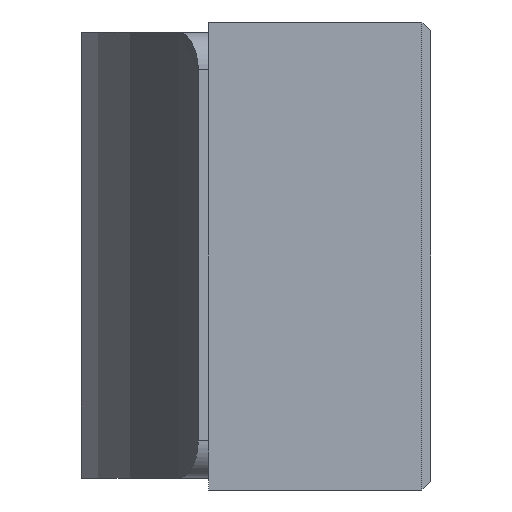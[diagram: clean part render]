
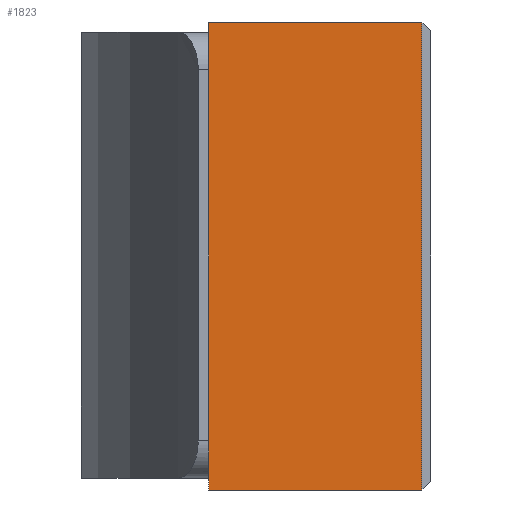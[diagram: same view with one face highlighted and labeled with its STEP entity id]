
A CAD part, left-side view. The second image highlights one B-rep face of the part: STEP entity #1823.
In plain terms, the highlighted planar face has unit normal (-1, 0, 0).
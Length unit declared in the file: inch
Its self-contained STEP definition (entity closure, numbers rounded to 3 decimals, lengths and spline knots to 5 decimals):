
#98 = VERTEX_POINT ( 'NONE', #2104 ) ;
#136 = FACE_OUTER_BOUND ( 'NONE', #1229, .T. ) ;
#377 = VERTEX_POINT ( 'NONE', #2864 ) ;
#421 = CARTESIAN_POINT ( 'NONE',  ( -1.575, 0.748, 0.7875 ) ) ;
#513 = ORIENTED_EDGE ( 'NONE', *, *, #2535, .T. ) ;
#562 = EDGE_CURVE ( 'NONE', #377, #3358, #2725, .T. ) ;
#618 = VERTEX_POINT ( 'NONE', #760 ) ;
#637 = ORIENTED_EDGE ( 'NONE', *, *, #815, .T. ) ;
#760 = CARTESIAN_POINT ( 'NONE',  ( -1.575, 0.03, 0.7875 ) ) ;
#796 = CARTESIAN_POINT ( 'NONE',  ( -1.575, 0.748, 0.7875 ) ) ;
#815 = EDGE_CURVE ( 'NONE', #98, #618, #1598, .T. ) ;
#968 = ORIENTED_EDGE ( 'NONE', *, *, #2824, .F. ) ;
#993 = LINE ( 'NONE', #796, #3334 ) ;
#1036 = CARTESIAN_POINT ( 'NONE',  ( -1.575, 0.03, 0.7875 ) ) ;
#1046 = LINE ( 'NONE', #1624, #2402 ) ;
#1185 = DIRECTION ( 'NONE',  ( 0., 0., -1. ) ) ;
#1229 = EDGE_LOOP ( 'NONE', ( #513, #637, #968, #1668 ) ) ;
#1451 = PLANE ( 'NONE',  #1483 ) ;
#1483 = AXIS2_PLACEMENT_3D ( 'NONE', #2240, #2498, #1185 ) ;
#1597 = VECTOR ( 'NONE', #2966, 39.37008 ) ;
#1598 = LINE ( 'NONE', #1036, #3184 ) ;
#1624 = CARTESIAN_POINT ( 'NONE',  ( -1.575, 0.748, -0.7875 ) ) ;
#1668 = ORIENTED_EDGE ( 'NONE', *, *, #562, .F. ) ;
#1823 = ADVANCED_FACE ( 'NONE', ( #136 ), #1451, .F. ) ;
#1881 = DIRECTION ( 'NONE',  ( 0., -1., 0. ) ) ;
#1912 = CARTESIAN_POINT ( 'NONE',  ( -1.575, 0.748, 0.7875 ) ) ;
#2104 = CARTESIAN_POINT ( 'NONE',  ( -1.575, 0.03, -0.7875 ) ) ;
#2240 = CARTESIAN_POINT ( 'NONE',  ( -1.575, 0.748, 0.7875 ) ) ;
#2402 = VECTOR ( 'NONE', #1881, 39.37008 ) ;
#2498 = DIRECTION ( 'NONE',  ( 1., 0., 0. ) ) ;
#2535 = EDGE_CURVE ( 'NONE', #377, #98, #1046, .T. ) ;
#2725 = LINE ( 'NONE', #1912, #1597 ) ;
#2824 = EDGE_CURVE ( 'NONE', #3358, #618, #993, .T. ) ;
#2864 = CARTESIAN_POINT ( 'NONE',  ( -1.575, 0.748, -0.7875 ) ) ;
#2882 = DIRECTION ( 'NONE',  ( 0., 0., 1. ) ) ;
#2966 = DIRECTION ( 'NONE',  ( 0., 0., 1. ) ) ;
#3073 = DIRECTION ( 'NONE',  ( 0., -1., 0. ) ) ;
#3184 = VECTOR ( 'NONE', #2882, 39.37008 ) ;
#3334 = VECTOR ( 'NONE', #3073, 39.37008 ) ;
#3358 = VERTEX_POINT ( 'NONE', #421 ) ;
